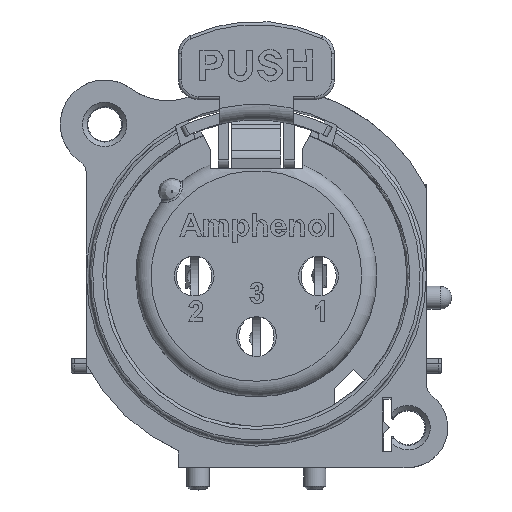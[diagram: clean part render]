
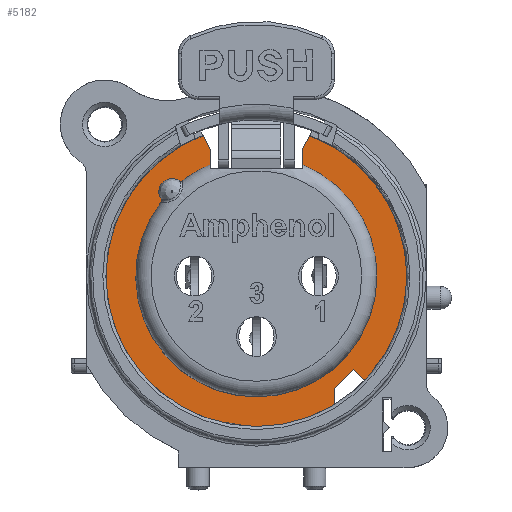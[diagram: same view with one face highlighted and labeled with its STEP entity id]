
A CAD part, top view. The second image highlights one B-rep face of the part: STEP entity #5182.
In plain terms, the highlighted planar face has unit normal (0, 0, 1).
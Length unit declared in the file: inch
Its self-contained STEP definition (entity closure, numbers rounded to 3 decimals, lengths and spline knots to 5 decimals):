
#4785=CARTESIAN_POINT('',(-0.24452,0.19062,-0.34646));
#4786=VERTEX_POINT('',#4785);
#4787=CARTESIAN_POINT('',(-0.24437,0.19769,-0.34646));
#4788=VERTEX_POINT('',#4787);
#4789=CARTESIAN_POINT('',(-0.24917,0.19425,-0.34646));
#4790=DIRECTION('',(0.,0.,1.0));
#4791=DIRECTION('',(1.,-0.021,0.));
#4792=AXIS2_PLACEMENT_3D('',#4789,#4790,#4791);
#4793=CIRCLE('',#4792,0.00591);
#4794=EDGE_CURVE('',#4786,#4788,#4793,.T.);
#5056=CARTESIAN_POINT('',(-0.19769,0.24437,-0.34646));
#5057=VERTEX_POINT('',#5056);
#5064=CARTESIAN_POINT('',(-0.21714,0.21714,-0.34646));
#5065=DIRECTION('',(0.0,0.0,-1.0));
#5066=DIRECTION('',(-1.0,0.0,0.0));
#5067=AXIS2_PLACEMENT_3D('',#5064,#5065,#5066);
#5068=CIRCLE('',#5067,0.03346);
#5069=EDGE_CURVE('',#4788,#5057,#5068,.T.);
#5074=CARTESIAN_POINT('',(0.,0.,-0.34646));
#5075=DIRECTION('',(0.0,0.0,-1.0));
#5076=DIRECTION('',(-1.0,0.0,0.0));
#5077=AXIS2_PLACEMENT_3D('',#5074,#5075,#5076);
#5078=PLANE('',#5077);
#5079=ORIENTED_EDGE('',*,*,#4794,.T.);
#5080=ORIENTED_EDGE('',*,*,#5069,.T.);
#5081=CARTESIAN_POINT('',(-0.19062,0.24452,-0.34646));
#5082=VERTEX_POINT('',#5081);
#5083=CARTESIAN_POINT('',(-0.19425,0.24917,-0.34646));
#5084=DIRECTION('',(0.,0.,1.0));
#5085=DIRECTION('',(0.021,-1.,0.));
#5086=AXIS2_PLACEMENT_3D('',#5083,#5084,#5085);
#5087=CIRCLE('',#5086,0.00591);
#5088=EDGE_CURVE('',#5057,#5082,#5087,.T.);
#5089=ORIENTED_EDGE('',*,*,#5088,.T.);
#5090=CARTESIAN_POINT('',(-0.11811,0.28666,-0.34646));
#5091=VERTEX_POINT('',#5090);
#5092=CARTESIAN_POINT('',(0.,0.,-0.34646));
#5093=DIRECTION('',(0.0,0.0,1.0));
#5094=DIRECTION('',(-1.0,0.0,0.0));
#5095=AXIS2_PLACEMENT_3D('',#5092,#5093,#5094);
#5096=CIRCLE('',#5095,0.31004);
#5097=EDGE_CURVE('',#5091,#5082,#5096,.T.);
#5098=ORIENTED_EDGE('',*,*,#5097,.F.);
#5099=CARTESIAN_POINT('',(-0.11811,0.32561,-0.34646));
#5100=VERTEX_POINT('',#5099);
#5101=CARTESIAN_POINT('',(-0.11811,0.28666,-0.34646));
#5102=DIRECTION('',(0.0,1.0,0.0));
#5103=VECTOR('',#5102,0.03895);
#5104=LINE('',#5101,#5103);
#5105=EDGE_CURVE('',#5091,#5100,#5104,.T.);
#5106=ORIENTED_EDGE('',*,*,#5105,.T.);
#5107=CARTESIAN_POINT('',(-0.13693,0.36176,-0.34646));
#5108=VERTEX_POINT('',#5107);
#5109=CARTESIAN_POINT('',(-0.11811,0.32561,-0.34646));
#5110=DIRECTION('',(-0.462,0.887,0.0));
#5111=VECTOR('',#5110,0.04076);
#5112=LINE('',#5109,#5111);
#5113=EDGE_CURVE('',#5100,#5108,#5112,.T.);
#5114=ORIENTED_EDGE('',*,*,#5113,.T.);
#5115=CARTESIAN_POINT('',(0.20079,-0.33062,-0.34646));
#5116=VERTEX_POINT('',#5115);
#5117=CARTESIAN_POINT('',(0.,0.,-0.34646));
#5118=DIRECTION('',(0.0,0.0,1.0));
#5119=DIRECTION('',(-1.0,0.0,0.0));
#5120=AXIS2_PLACEMENT_3D('',#5117,#5118,#5119);
#5121=CIRCLE('',#5120,0.38681);
#5122=EDGE_CURVE('',#5108,#5116,#5121,.T.);
#5123=ORIENTED_EDGE('',*,*,#5122,.T.);
#5124=CARTESIAN_POINT('',(0.20079,-0.2874,-0.34646));
#5125=VERTEX_POINT('',#5124);
#5126=CARTESIAN_POINT('',(0.20079,-0.33062,-0.34646));
#5127=DIRECTION('',(0.0,1.0,0.0));
#5128=VECTOR('',#5127,0.04322);
#5129=LINE('',#5126,#5128);
#5130=EDGE_CURVE('',#5116,#5125,#5129,.T.);
#5131=ORIENTED_EDGE('',*,*,#5130,.T.);
#5132=CARTESIAN_POINT('',(0.24999,-0.23819,-0.34646));
#5133=VERTEX_POINT('',#5132);
#5134=CARTESIAN_POINT('',(0.20079,-0.2874,-0.34646));
#5135=DIRECTION('',(0.707,0.707,0.0));
#5136=VECTOR('',#5135,0.06959);
#5137=LINE('',#5134,#5136);
#5138=EDGE_CURVE('',#5125,#5133,#5137,.T.);
#5139=ORIENTED_EDGE('',*,*,#5138,.T.);
#5140=CARTESIAN_POINT('',(0.27936,-0.26755,-0.34646));
#5141=VERTEX_POINT('',#5140);
#5142=CARTESIAN_POINT('',(0.24999,-0.23819,-0.34646));
#5143=DIRECTION('',(0.707,-0.707,0.));
#5144=VECTOR('',#5143,0.04152);
#5145=LINE('',#5142,#5144);
#5146=EDGE_CURVE('',#5133,#5141,#5145,.T.);
#5147=ORIENTED_EDGE('',*,*,#5146,.T.);
#5148=CARTESIAN_POINT('',(0.13693,0.36176,-0.34646));
#5149=VERTEX_POINT('',#5148);
#5150=CARTESIAN_POINT('',(0.,0.,-0.34646));
#5151=DIRECTION('',(0.0,0.0,1.0));
#5152=DIRECTION('',(-1.0,0.0,0.0));
#5153=AXIS2_PLACEMENT_3D('',#5150,#5151,#5152);
#5154=CIRCLE('',#5153,0.38681);
#5155=EDGE_CURVE('',#5141,#5149,#5154,.T.);
#5156=ORIENTED_EDGE('',*,*,#5155,.T.);
#5157=CARTESIAN_POINT('',(0.11811,0.32561,-0.34646));
#5158=VERTEX_POINT('',#5157);
#5159=CARTESIAN_POINT('',(0.13693,0.36176,-0.34646));
#5160=DIRECTION('',(-0.462,-0.887,0.0));
#5161=VECTOR('',#5160,0.04076);
#5162=LINE('',#5159,#5161);
#5163=EDGE_CURVE('',#5149,#5158,#5162,.T.);
#5164=ORIENTED_EDGE('',*,*,#5163,.T.);
#5165=CARTESIAN_POINT('',(0.11811,0.28666,-0.34646));
#5166=VERTEX_POINT('',#5165);
#5167=CARTESIAN_POINT('',(0.11811,0.32561,-0.34646));
#5168=DIRECTION('',(0.0,-1.0,0.0));
#5169=VECTOR('',#5168,0.03895);
#5170=LINE('',#5167,#5169);
#5171=EDGE_CURVE('',#5158,#5166,#5170,.T.);
#5172=ORIENTED_EDGE('',*,*,#5171,.T.);
#5173=CARTESIAN_POINT('',(0.,0.,-0.34646));
#5174=DIRECTION('',(0.0,0.0,1.0));
#5175=DIRECTION('',(-1.0,0.0,0.0));
#5176=AXIS2_PLACEMENT_3D('',#5173,#5174,#5175);
#5177=CIRCLE('',#5176,0.31004);
#5178=EDGE_CURVE('',#4786,#5166,#5177,.T.);
#5179=ORIENTED_EDGE('',*,*,#5178,.F.);
#5180=EDGE_LOOP('',(#5079,#5080,#5089,#5098,#5106,#5114,#5123,#5131,#5139,#5147,#5156,#5164,#5172,#5179));
#5181=FACE_OUTER_BOUND('',#5180,.T.);
#5182=ADVANCED_FACE('',(#5181),#5078,.F.);
